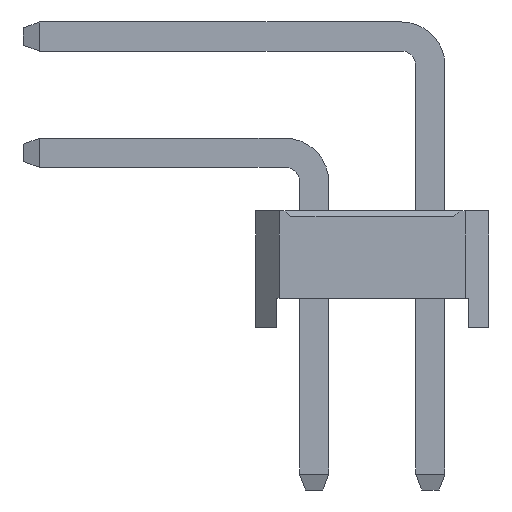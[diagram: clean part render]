
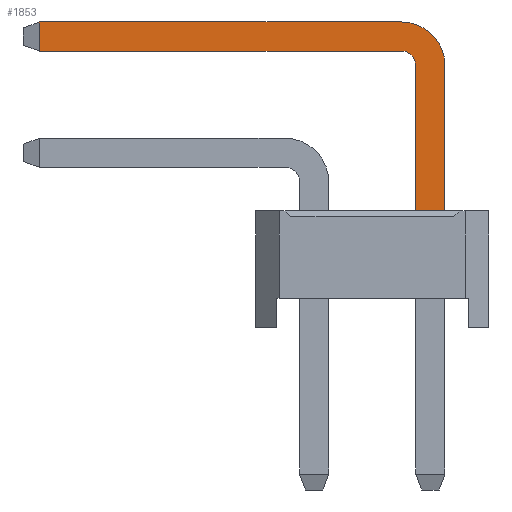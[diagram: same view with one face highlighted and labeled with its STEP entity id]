
A CAD part, left-side view. The second image highlights one B-rep face of the part: STEP entity #1853.
In plain terms, the highlighted planar face has unit normal (-1, 0, 0).
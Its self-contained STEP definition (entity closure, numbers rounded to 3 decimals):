
#1853=ADVANCED_FACE('',(#7889),#7891,.T.);
#7889=FACE_BOUND('',#7890,.T.);
#7890=EDGE_LOOP('',(#12775,#12776,#12777,#12778,#12779,#12780,#12781,#12782));
#7891=PLANE('',#7892);
#7892=AXIS2_PLACEMENT_3D('',#7893,#7894,#7895);
#7893=CARTESIAN_POINT('',(-0.25,-1.75,-2.8));
#7894=DIRECTION('',(-1.,0.,0.));
#7895=DIRECTION('',(0.,-1.,0.));
#12775=ORIENTED_EDGE('',*,*,#15780,.F.);
#12776=ORIENTED_EDGE('',*,*,#15781,.F.);
#12777=ORIENTED_EDGE('',*,*,#15782,.F.);
#12778=ORIENTED_EDGE('',*,*,#15783,.F.);
#12779=ORIENTED_EDGE('',*,*,#15021,.T.);
#12780=ORIENTED_EDGE('',*,*,#15779,.T.);
#12781=ORIENTED_EDGE('',*,*,#15784,.T.);
#12782=ORIENTED_EDGE('',*,*,#15785,.T.);
#15021=EDGE_CURVE('',#16909,#16907,#16910,.T.);
#15779=EDGE_CURVE('',#16907,#18207,#18209,.T.);
#15780=EDGE_CURVE('',#18210,#18211,#18212,.T.);
#15781=EDGE_CURVE('',#18213,#18210,#18214,.T.);
#15782=EDGE_CURVE('',#18215,#18213,#18216,.T.);
#15783=EDGE_CURVE('',#16909,#18215,#18217,.T.);
#15784=EDGE_CURVE('',#18207,#18218,#18219,.T.);
#15785=EDGE_CURVE('',#18218,#18211,#18220,.T.);
#16907=VERTEX_POINT('',#20038);
#16909=VERTEX_POINT('',#20042);
#16910=LINE('',#20043,#20044);
#18207=VERTEX_POINT('',#22904);
#18209=LINE('',#22908,#22909);
#18210=VERTEX_POINT('',#22911);
#18211=VERTEX_POINT('',#22912);
#18212=LINE('',#22913,#22914);
#18213=VERTEX_POINT('',#22916);
#18214=LINE('',#22917,#22918);
#18215=VERTEX_POINT('',#22920);
#18216=CIRCLE('',#22921,0.25);
#18217=LINE('',#22925,#22926);
#18218=VERTEX_POINT('',#22928);
#18219=CIRCLE('',#22929,0.75);
#18220=LINE('',#22933,#22934);
#20038=CARTESIAN_POINT('',(-0.25,-2.25,2.));
#20042=CARTESIAN_POINT('',(-0.25,-1.75,2.));
#20043=CARTESIAN_POINT('',(-0.25,-1.75,2.));
#20044=VECTOR('',#20045,1.);
#20045=DIRECTION('',(0.,-1.,0.));
#22904=CARTESIAN_POINT('',(-0.25,-2.25,4.5));
#22908=CARTESIAN_POINT('',(-0.25,-2.25,2.));
#22909=VECTOR('',#22910,1.);
#22910=DIRECTION('',(0.,0.,1.));
#22911=CARTESIAN_POINT('',(-0.25,4.725,4.75));
#22912=CARTESIAN_POINT('',(-0.25,4.725,5.25));
#22913=CARTESIAN_POINT('',(-0.25,4.725,4.75));
#22914=VECTOR('',#22915,1.);
#22915=DIRECTION('',(0.,0.,1.));
#22916=CARTESIAN_POINT('',(-0.25,-1.5,4.75));
#22917=CARTESIAN_POINT('',(-0.25,-1.5,4.75));
#22918=VECTOR('',#22919,1.);
#22919=DIRECTION('',(0.,1.,0.));
#22920=CARTESIAN_POINT('',(-0.25,-1.75,4.5));
#22921=AXIS2_PLACEMENT_3D('',#22922,#22923,#22924);
#22922=CARTESIAN_POINT('',(-0.25,-1.5,4.5));
#22923=DIRECTION('',(-1.,-0.,0.));
#22924=DIRECTION('',(0.,-1.,0.));
#22925=CARTESIAN_POINT('',(-0.25,-1.75,2.));
#22926=VECTOR('',#22927,1.);
#22927=DIRECTION('',(0.,0.,1.));
#22928=CARTESIAN_POINT('',(-0.25,-1.5,5.25));
#22929=AXIS2_PLACEMENT_3D('',#22930,#22931,#22932);
#22930=CARTESIAN_POINT('',(-0.25,-1.5,4.5));
#22931=DIRECTION('',(-1.,-0.,0.));
#22932=DIRECTION('',(0.,-1.,0.));
#22933=CARTESIAN_POINT('',(-0.25,-1.5,5.25));
#22934=VECTOR('',#22935,1.);
#22935=DIRECTION('',(0.,1.,0.));
